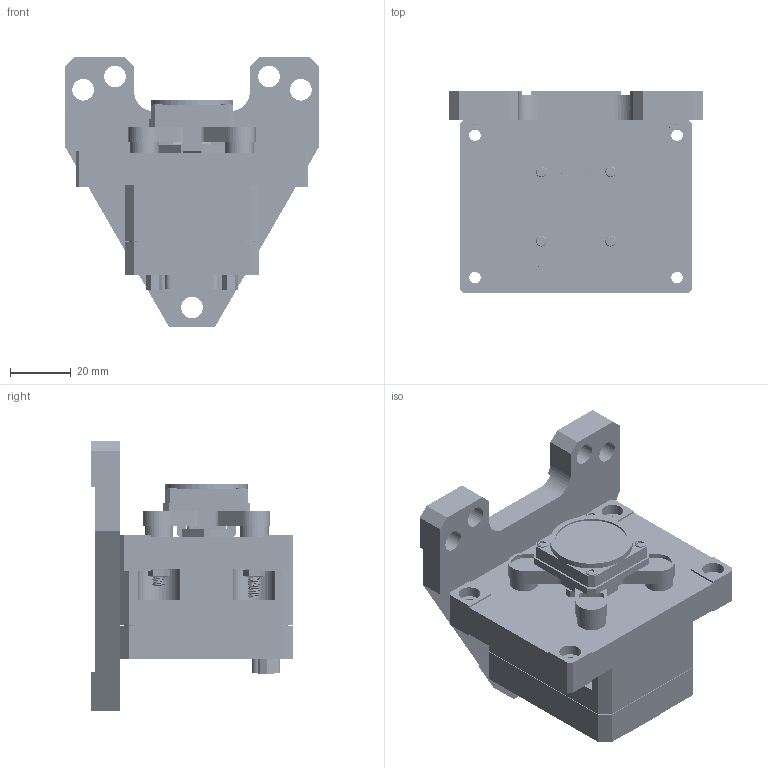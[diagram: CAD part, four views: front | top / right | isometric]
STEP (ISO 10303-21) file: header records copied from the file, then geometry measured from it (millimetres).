
FILE_DESCRIPTION (( 'STEP AP203' ), '1' );
FILE_NAME ('OIM201, Simple Model.STEP', '2019-09-12T16:56:22', ( '' ), ( '' ), 'SwSTEP 2.0', 'SolidWorks 2017', '' );
FILE_SCHEMA (( 'CONFIG_CONTROL_DESIGN' ));
Products named in the file (1): OIM201, Simple Model
Bounding box: 83.82 x 66.68 x 88.9 mm (x, y, z)
Volume: 170928.2 mm3; surface area: 65653.7 mm2
Topology: 18 solids, 22 shells, 6522 faces, 17731 edges, 11299 vertices
Faces by surface type: plane 4351, cylinder 1575, cone 331, torus 209, bspline 50, sphere 6
Entity records: 230436 total; most frequent: CARTESIAN_POINT 66240, ORIENTED_EDGE 35434, DIRECTION 32913, EDGE_CURVE 17717, VECTOR 12637, LINE 12637, VERTEX_POINT 11299, AXIS2_PLACEMENT_3D 10138
